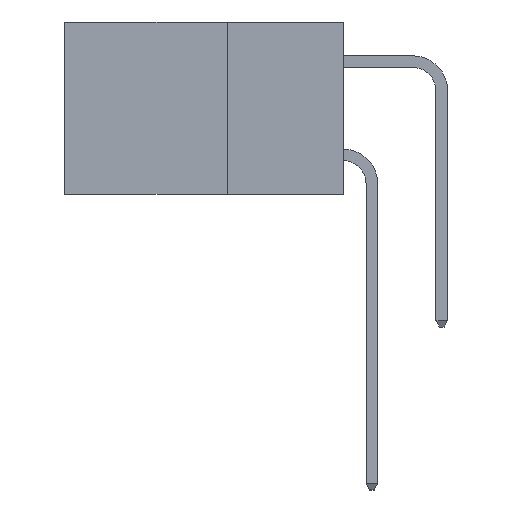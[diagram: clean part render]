
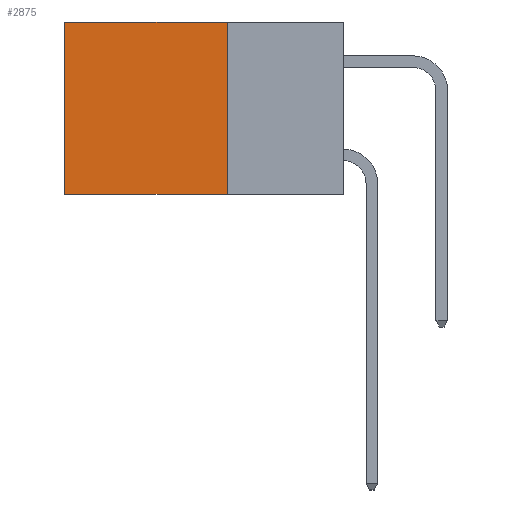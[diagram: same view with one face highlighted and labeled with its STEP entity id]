
A CAD part, left-side view. The second image highlights one B-rep face of the part: STEP entity #2875.
In plain terms, the highlighted planar face has unit normal (-1, 0, 0).
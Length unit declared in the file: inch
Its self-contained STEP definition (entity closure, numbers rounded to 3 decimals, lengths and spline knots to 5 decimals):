
#953 = CARTESIAN_POINT ( 'NONE',  ( 0.2615, 0.25, 0. ) ) ;
#2299 = CARTESIAN_POINT ( 'NONE',  ( 0.2615, 0.25, -0.37 ) ) ;
#2385 = DIRECTION ( 'NONE',  ( 0., 0., -1. ) ) ;
#2426 = EDGE_LOOP ( 'NONE', ( #14874, #4207, #5920, #3086 ) ) ;
#2442 = VECTOR ( 'NONE', #2385, 39.37008 ) ;
#2499 = FACE_OUTER_BOUND ( 'NONE', #2426, .T. ) ;
#2646 = CARTESIAN_POINT ( 'NONE',  ( 0.2615, 0.6, -0.37 ) ) ;
#2875 = ADVANCED_FACE ( 'NONE', ( #2499 ), #11289, .F. ) ;
#3086 = ORIENTED_EDGE ( 'NONE', *, *, #3162, .T. ) ;
#3162 = EDGE_CURVE ( 'NONE', #13009, #13981, #14781, .T. ) ;
#3298 = VECTOR ( 'NONE', #8752, 39.37008 ) ;
#3683 = LINE ( 'NONE', #8876, #3298 ) ;
#4207 = ORIENTED_EDGE ( 'NONE', *, *, #7540, .F. ) ;
#4427 = VECTOR ( 'NONE', #7559, 39.37008 ) ;
#5377 = DIRECTION ( 'NONE',  ( 0., 1., 0. ) ) ;
#5399 = CARTESIAN_POINT ( 'NONE',  ( 0.2615, 0.25, -0.37 ) ) ;
#5819 = VERTEX_POINT ( 'NONE', #2299 ) ;
#5920 = ORIENTED_EDGE ( 'NONE', *, *, #8756, .F. ) ;
#7270 = VERTEX_POINT ( 'NONE', #11154 ) ;
#7540 = EDGE_CURVE ( 'NONE', #5819, #7270, #15189, .T. ) ;
#7559 = DIRECTION ( 'NONE',  ( 0., 1., 0. ) ) ;
#7581 = CARTESIAN_POINT ( 'NONE',  ( 0.2615, 0.25, 0. ) ) ;
#7844 = AXIS2_PLACEMENT_3D ( 'NONE', #11681, #11156, #11123 ) ;
#8752 = DIRECTION ( 'NONE',  ( 0., 0., -1. ) ) ;
#8756 = EDGE_CURVE ( 'NONE', #13009, #5819, #3683, .T. ) ;
#8876 = CARTESIAN_POINT ( 'NONE',  ( 0.2615, 0.25, -0.37 ) ) ;
#9295 = VECTOR ( 'NONE', #5377, 39.37008 ) ;
#11123 = DIRECTION ( 'NONE',  ( 0., 0., -1. ) ) ;
#11154 = CARTESIAN_POINT ( 'NONE',  ( 0.2615, 0.6, -0.37 ) ) ;
#11156 = DIRECTION ( 'NONE',  ( 1., 0., 0. ) ) ;
#11289 = PLANE ( 'NONE',  #7844 ) ;
#11420 = CARTESIAN_POINT ( 'NONE',  ( 0.2615, 0.6, 0. ) ) ;
#11452 = EDGE_CURVE ( 'NONE', #13981, #7270, #12181, .T. ) ;
#11681 = CARTESIAN_POINT ( 'NONE',  ( 0.2615, 0.25, -0.37 ) ) ;
#12181 = LINE ( 'NONE', #2646, #2442 ) ;
#13009 = VERTEX_POINT ( 'NONE', #953 ) ;
#13981 = VERTEX_POINT ( 'NONE', #11420 ) ;
#14781 = LINE ( 'NONE', #7581, #4427 ) ;
#14874 = ORIENTED_EDGE ( 'NONE', *, *, #11452, .T. ) ;
#15189 = LINE ( 'NONE', #5399, #9295 ) ;
